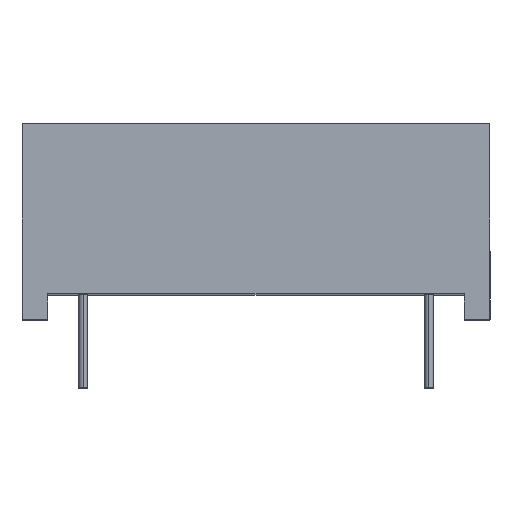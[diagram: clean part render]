
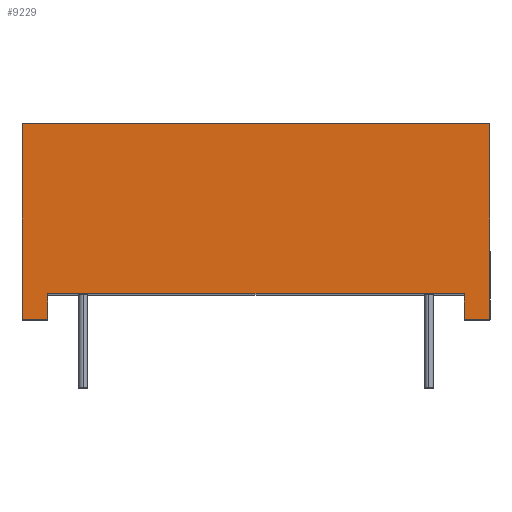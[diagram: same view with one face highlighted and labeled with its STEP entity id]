
A CAD part, top view. The second image highlights one B-rep face of the part: STEP entity #9229.
In plain terms, the highlighted planar face has unit normal (0, 0, 1).
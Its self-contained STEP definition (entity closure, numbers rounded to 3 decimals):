
#1429 = LINE ( 'NONE', #1430, #2021 ) ;
#1430 = CARTESIAN_POINT ( 'NONE',  ( -37.898, -11.5, 20. ) ) ;
#1431 = DIRECTION ( 'NONE',  ( 1., 0., 0. ) ) ;
#1438 = LINE ( 'NONE', #1439, #2024 ) ;
#1439 = CARTESIAN_POINT ( 'NONE',  ( 12.25, -29.076, 20. ) ) ;
#1440 = DIRECTION ( 'NONE',  ( 0., -1., 0. ) ) ;
#1498 = LINE ( 'NONE', #1499, #2044 ) ;
#1499 = CARTESIAN_POINT ( 'NONE',  ( -37.898, -11.5, 20. ) ) ;
#1500 = DIRECTION ( 'NONE',  ( 1., 0., 0. ) ) ;
#1615 = LINE ( 'NONE', #1616, #2083 ) ;
#1616 = CARTESIAN_POINT ( 'NONE',  ( -37.898, 0., 20. ) ) ;
#1617 = DIRECTION ( 'NONE',  ( 1., 0., 0. ) ) ;
#1792 = LINE ( 'NONE', #1793, #2141 ) ;
#1793 = CARTESIAN_POINT ( 'NONE',  ( -12.25, -29.076, 20. ) ) ;
#1794 = DIRECTION ( 'NONE',  ( 0., 1., 0. ) ) ;
#1804 = LINE ( 'NONE', #1805, #2145 ) ;
#1805 = CARTESIAN_POINT ( 'NONE',  ( 13.75, -11.5, 20. ) ) ;
#1806 = DIRECTION ( 'NONE',  ( 0., 1., 0. ) ) ;
#1807 = LINE ( 'NONE', #1808, #2146 ) ;
#1808 = CARTESIAN_POINT ( 'NONE',  ( -13.75, -11.5, 20. ) ) ;
#1809 = DIRECTION ( 'NONE',  ( 0., 1., 0. ) ) ;
#2021 = VECTOR ( 'NONE', #1431, 1000. ) ;
#2024 = VECTOR ( 'NONE', #1440, 1000. ) ;
#2044 = VECTOR ( 'NONE', #1500, 1000. ) ;
#2083 = VECTOR ( 'NONE', #1617, 1000. ) ;
#2141 = VECTOR ( 'NONE', #1794, 1000. ) ;
#2145 = VECTOR ( 'NONE', #1806, 1000. ) ;
#2146 = VECTOR ( 'NONE', #1809, 1000. ) ;
#4319 = LINE ( 'NONE', #4320, #4646 ) ;
#4320 = CARTESIAN_POINT ( 'NONE',  ( 0., -10., 20. ) ) ;
#4321 = DIRECTION ( 'NONE',  ( 1., 0., 0. ) ) ;
#4646 = VECTOR ( 'NONE', #4321, 1000. ) ;
#7090 = CARTESIAN_POINT ( 'NONE',  ( 12.25, -10., 20. ) ) ;
#7091 = CARTESIAN_POINT ( 'NONE',  ( -12.25, -10., 20. ) ) ;
#8047 = ORIENTED_EDGE ( 'NONE', *, *, #10157, .T. ) ;
#8049 = ORIENTED_EDGE ( 'NONE', *, *, #10177, .T. ) ;
#8050 = ORIENTED_EDGE ( 'NONE', *, *, #10275, .T. ) ;
#8051 = ORIENTED_EDGE ( 'NONE', *, *, #12948, .T. ) ;
#8052 = ORIENTED_EDGE ( 'NONE', *, *, #10154, .T. ) ;
#8053 = ORIENTED_EDGE ( 'NONE', *, *, #10279, .T. ) ;
#8054 = ORIENTED_EDGE ( 'NONE', *, *, #10216, .F. ) ;
#8055 = ORIENTED_EDGE ( 'NONE', *, *, #10280, .F. ) ;
#8632 = VERTEX_POINT ( 'NONE', #15451 ) ;
#8633 = VERTEX_POINT ( 'NONE', #15452 ) ;
#8649 = VERTEX_POINT ( 'NONE', #15468 ) ;
#8650 = VERTEX_POINT ( 'NONE', #15469 ) ;
#8686 = VERTEX_POINT ( 'NONE', #15505 ) ;
#8687 = VERTEX_POINT ( 'NONE', #15506 ) ;
#8951 = EDGE_LOOP ( 'NONE', ( #8049, #8050, #8051, #8047, #8052, #8053, #8054, #8055 ) ) ;
#9229 = ADVANCED_FACE ( 'NONE', ( #16232 ), #16661, .T. ) ;
#10154 = EDGE_CURVE ( 'NONE', #8633, #8632, #1429, .T. ) ;
#10157 = EDGE_CURVE ( 'NONE', #13618, #8633, #1438, .T. ) ;
#10177 = EDGE_CURVE ( 'NONE', #8650, #8649, #1498, .T. ) ;
#10216 = EDGE_CURVE ( 'NONE', #8686, #8687, #1615, .T. ) ;
#10275 = EDGE_CURVE ( 'NONE', #8649, #13620, #1792, .T. ) ;
#10279 = EDGE_CURVE ( 'NONE', #8632, #8687, #1804, .T. ) ;
#10280 = EDGE_CURVE ( 'NONE', #8650, #8686, #1807, .T. ) ;
#12948 = EDGE_CURVE ( 'NONE', #13620, #13618, #4319, .T. ) ;
#13618 = VERTEX_POINT ( 'NONE', #7090 ) ;
#13620 = VERTEX_POINT ( 'NONE', #7091 ) ;
#15451 = CARTESIAN_POINT ( 'NONE',  ( 13.75, -11.5, 20. ) ) ;
#15452 = CARTESIAN_POINT ( 'NONE',  ( 12.25, -11.5, 20. ) ) ;
#15468 = CARTESIAN_POINT ( 'NONE',  ( -12.25, -11.5, 20. ) ) ;
#15469 = CARTESIAN_POINT ( 'NONE',  ( -13.75, -11.5, 20. ) ) ;
#15505 = CARTESIAN_POINT ( 'NONE',  ( -13.75, 0., 20. ) ) ;
#15506 = CARTESIAN_POINT ( 'NONE',  ( 13.75, 0., 20. ) ) ;
#16232 = FACE_OUTER_BOUND ( 'NONE', #8951, .T. ) ;
#16238 = AXIS2_PLACEMENT_3D ( 'NONE', #16662, #16663, #16664 ) ;
#16661 = PLANE ( 'NONE',  #16238 ) ;
#16662 = CARTESIAN_POINT ( 'NONE',  ( -37.898, -11.5, 20. ) ) ;
#16663 = DIRECTION ( 'NONE',  ( 0., 0., 1. ) ) ;
#16664 = DIRECTION ( 'NONE',  ( 1., 0., 0. ) ) ;
